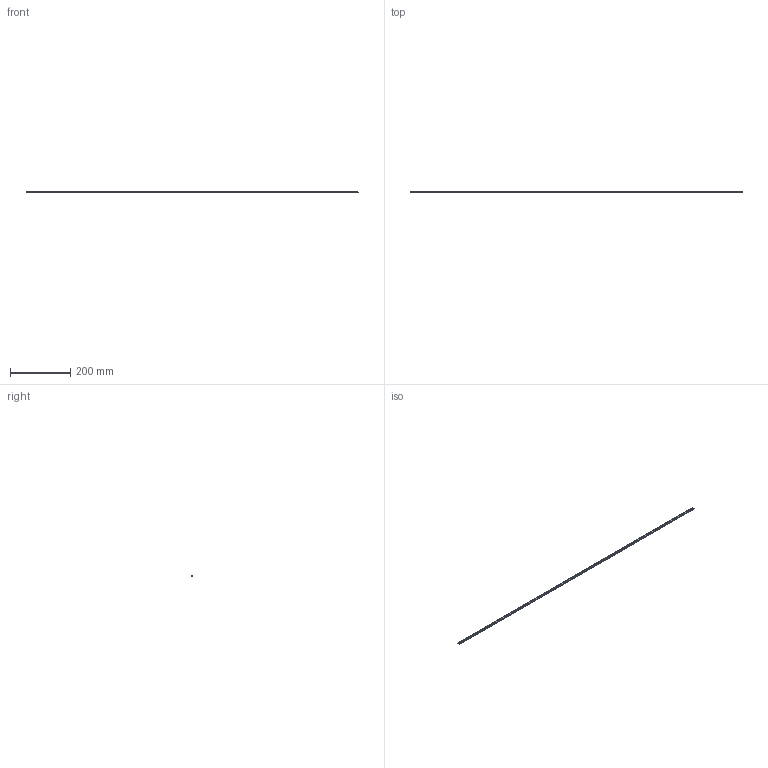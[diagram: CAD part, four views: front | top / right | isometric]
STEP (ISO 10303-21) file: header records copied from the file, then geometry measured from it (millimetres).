
FILE_DESCRIPTION(/* description */ (''),/* implementation_level */ '2;1');
FILE_NAME(/* name */ 'MXL Belt - 1100mm',/* time_stamp */ '2014-03-05T17:59:51-06:00',/* author */ (''),/* organization */ (''),/* preprocessor_version */ 'ST-DEVELOPER v15',/* originating_system */ '',/* authorisation */ '');
FILE_SCHEMA (('AUTOMOTIVE_DESIGN'));
Length unit declared in the file: inch
Products named in the file (1): Document
Bounding box: 1098.37 x 6.35 x 2.54 mm (x, y, z)
Volume: 10635.5 mm3; surface area: 31266.8 mm2
Topology: 1 solids, 1 shells, 2180 faces, 6518 edges, 4340 vertices
Faces by surface type: plane 2180
Entity records: 63069 total; most frequent: CARTESIAN_POINT 19556, ORIENTED_EDGE 13036, EDGE_CURVE 6518, B_SPLINE_CURVE_WITH_KNOTS 6518, VERTEX_POINT 4340, DIRECTION 2182, ADVANCED_FACE 2180, FACE_OUTER_BOUND 2180
